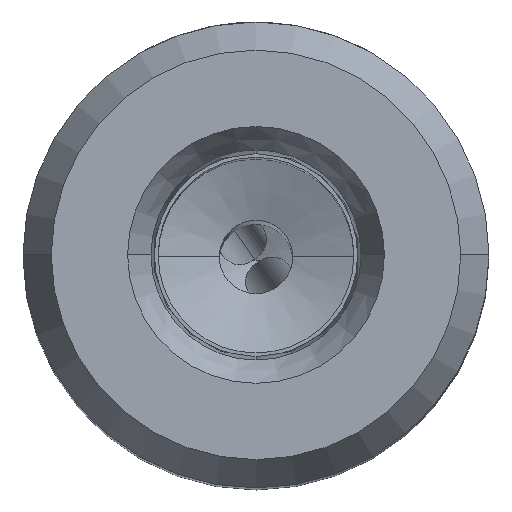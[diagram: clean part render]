
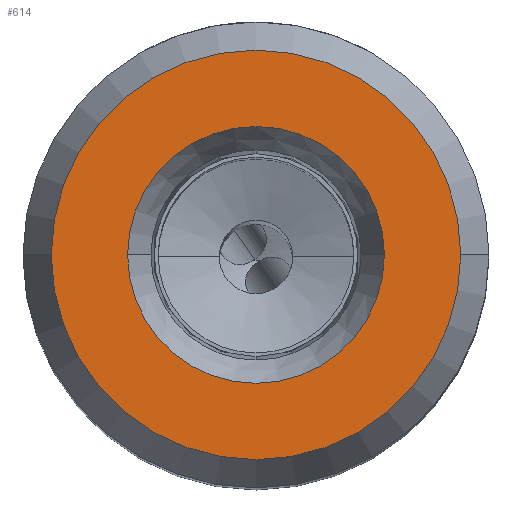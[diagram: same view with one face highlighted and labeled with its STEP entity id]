
A CAD part, top view. The second image highlights one B-rep face of the part: STEP entity #614.
In plain terms, the highlighted planar face has unit normal (0, 0, 1).
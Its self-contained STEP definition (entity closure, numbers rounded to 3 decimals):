
#168=FACE_BOUND('',#1071,.T.);
#169=FACE_BOUND('',#1072,.T.);
#201=PLANE('',#4410);
#614=ADVANCED_FACE('',(#168,#169),#201,.T.);
#1071=EDGE_LOOP('',(#1789,#1790));
#1072=EDGE_LOOP('',(#1791,#1792));
#1262=CIRCLE('',#4404,5.25);
#1263=CIRCLE('',#4406,5.25);
#1264=CIRCLE('',#4408,8.37);
#1265=CIRCLE('',#4409,8.37);
#1789=ORIENTED_EDGE('',*,*,#3421,.T.);
#1790=ORIENTED_EDGE('',*,*,#3422,.T.);
#1791=ORIENTED_EDGE('',*,*,#3423,.T.);
#1792=ORIENTED_EDGE('',*,*,#3424,.T.);
#2892=VERTEX_POINT('',#9264);
#2893=VERTEX_POINT('',#9266);
#2894=VERTEX_POINT('',#9272);
#2895=VERTEX_POINT('',#9273);
#3421=EDGE_CURVE('',#2892,#2893,#1262,.T.);
#3422=EDGE_CURVE('',#2893,#2892,#1263,.T.);
#3423=EDGE_CURVE('',#2894,#2895,#1264,.T.);
#3424=EDGE_CURVE('',#2895,#2894,#1265,.T.);
#4404=AXIS2_PLACEMENT_3D('',#9267,#4938,#4939);
#4406=AXIS2_PLACEMENT_3D('',#9269,#4942,#4943);
#4408=AXIS2_PLACEMENT_3D('',#9271,#4946,#4947);
#4409=AXIS2_PLACEMENT_3D('',#9274,#4948,#4949);
#4410=AXIS2_PLACEMENT_3D('',#9275,#4950,#4951);
#4938=DIRECTION('',(0.,0.,-1.));
#4939=DIRECTION('',(-1.,0.,0.));
#4942=DIRECTION('',(0.,0.,-1.));
#4943=DIRECTION('',(1.,0.,0.));
#4946=DIRECTION('',(0.,0.,1.));
#4947=DIRECTION('',(-1.,0.,0.));
#4948=DIRECTION('',(0.,0.,1.));
#4949=DIRECTION('',(1.,0.,0.));
#4950=DIRECTION('',(0.,0.,1.));
#4951=DIRECTION('',(-1.,0.,0.));
#9264=CARTESIAN_POINT('',(-5.25,0.,24.5));
#9266=CARTESIAN_POINT('',(5.25,0.,24.5));
#9267=CARTESIAN_POINT('',(0.,0.,24.5));
#9269=CARTESIAN_POINT('',(0.,0.,24.5));
#9271=CARTESIAN_POINT('',(0.,0.,24.5));
#9272=CARTESIAN_POINT('',(-8.37,0.,24.5));
#9273=CARTESIAN_POINT('',(8.37,0.,24.5));
#9274=CARTESIAN_POINT('',(0.,0.,24.5));
#9275=CARTESIAN_POINT('',(0.,0.,24.5));
